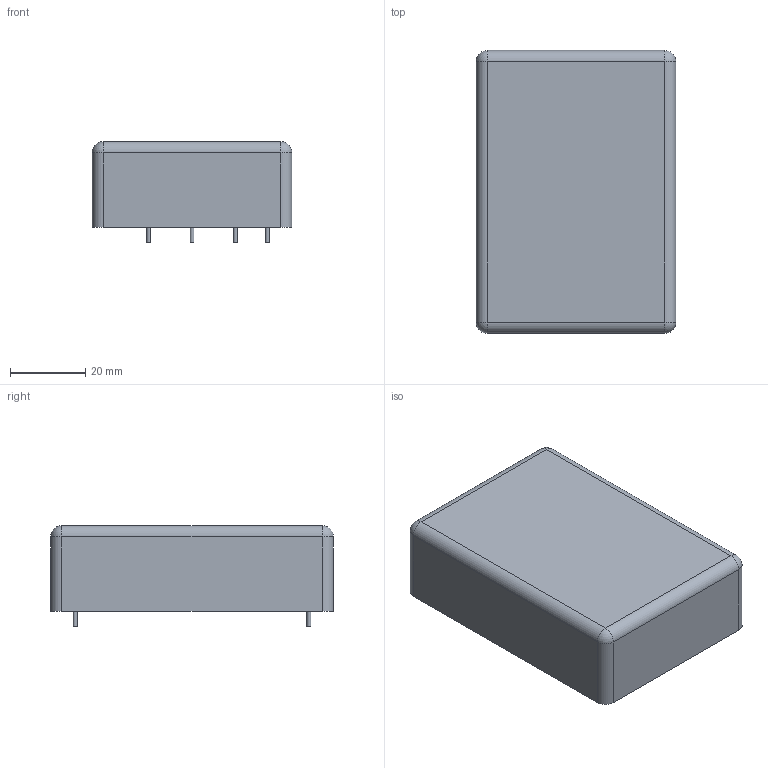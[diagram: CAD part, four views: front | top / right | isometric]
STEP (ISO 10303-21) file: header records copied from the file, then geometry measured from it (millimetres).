
FILE_DESCRIPTION( ( '' ), ' ' );
FILE_NAME( '5c9e4436ed7c0c16a1c98f29.step', '2019-03-29T16:13:43', ( '' ), ( '' ), ' ', ' ', ' ' );
FILE_SCHEMA( ( 'AUTOMOTIVE_DESIGN { 1 0 10303 214 1 1 1 1 }' ) );
Length unit declared in the file: metre
Products named in the file (5): V-; V+; AC/N; AC/L; Housing
Bounding box: 53 x 75 x 26.7 mm (x, y, z)
Volume: 89594.6 mm3; surface area: 13361.5 mm2
Topology: 5 solids, 5 shells, 30 faces, 52 edges, 28 vertices
Faces by surface type: plane 14, cylinder 12, sphere 4
Full cylindrical faces by diameter (mm): 1.05 x4
Entity records: 956 total; most frequent: DIRECTION 138, CARTESIAN_POINT 107, ORIENTED_EDGE 88, AXIS2_PLACEMENT_3D 59, EDGE_CURVE 44, FACE_OUTER_BOUND 34, EDGE_LOOP 34, STYLED_ITEM 30
